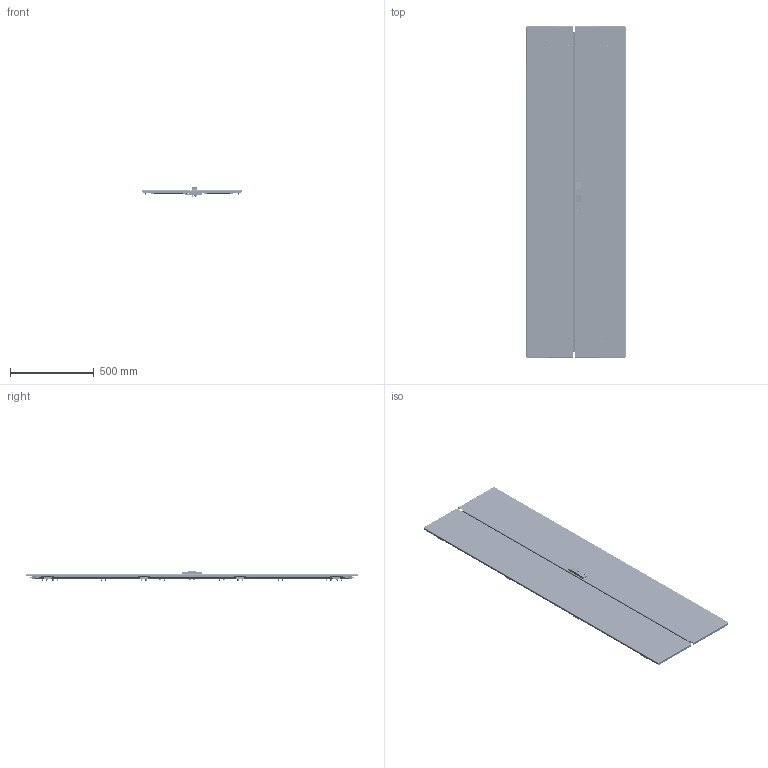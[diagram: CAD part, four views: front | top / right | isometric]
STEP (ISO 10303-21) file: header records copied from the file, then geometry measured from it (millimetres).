
FILE_DESCRIPTION (( 'STEP AP203' ), '1' );
FILE_NAME ('UR24501200604 Êîìïëåêò äââåðü ãëóõàÿ RS52 200.60.STEP', '2020-06-25T10:19:58', ( '' ), ( '' ), 'SwSTEP 2.0', 'SolidWorks 2017', '' );
FILE_SCHEMA (( 'CONFIG_CONTROL_DESIGN' ));
Length unit declared in the file: millimetre
Products named in the file (56): Óïëîòíèòåëü ÏÏÓ äëÿ äâåðè ëåâîé RS52 200.60_00; Óïëîòíèòåëü òèï Å äâåðè ëåâîé RS52; 000.800.061 Ïåòëÿ LC3_‡ ªàëâ®; UR24501200604 Êîìïëåêò äââåðü ãëóõàÿ RS52 200.60; Øïèëüêà çàçåìëåíèÿ CKF CS_Œ6å16; MS896 Çàìîê-íàêëàäêà îñíîâíàÿ äëÿ LC_‡ ªàëâ®; Âèíò ISO 10642 TX_Œ5å16; Øàéáà 6402 Ò_Œ6; 嵑殧趌6402_5; Øïèëüêà ðåçüáîâàÿ Ì6_Œ5å12; 000.800.087 Ïëàíêà çàïîðíàÿ LC3_03 (200.00); 嵑殧趌11371_5; 050-61 鎗鵻罻; 028-132 Òÿãà ïëîñêàÿ_00 (¢¥àå­ïï); Óïëîòíèòåëü òèï Å óïîðà äâåðè RS52; Âèíò DIN 7991_Œ5å16; Çàêëåïêà òÿãîâàÿ ãëóõàÿ_4,8å10_5¬¬; 000.210.612 Îñíîâàíèå äâåðè ïðàâîé RS52 200.60_00; 000.203.324 Äâåðü ïðàâàÿ RS52 200.60_00; 040-172 Ïëàíêà çàïîðíàÿ_00; 050-42 Âòóëêà ñêðûòîé ïåòëè; 000.169.189 Êðîíøòåéí â ñáîðå; 028-135 Ñêîáà; 028-98 Ñêîáà; 054-262 Ïîïåðå÷èíà äâåðè äâóõñòâîð÷àòîé RS52 200.60_00 (60) (ª®à®âª ï); 000.800.123 Ìåõàíèçì çàïîðíûé RS52_‡ ªàëâ®; Øïèëüêà ðåçüáîâàÿ Ì6_Œ6å12; 000.210.613 Îñíîâàíèå äâåðè ëåâîé RS52 200.60_00; Âèíò ISO 10642 TX_Œ5å10; 028-142 ﾒ聰; Ãàéêà øåñòèãðàííàÿ âûñîêàÿ ñàìîñòîïîðÿùàÿñÿ ñ ôëàíöåì ÃÎÑÒ ISO 7043_Œ6; 000.169.197 Óïîð äâåðè íîâûé; Çàêëåïêà ðåçüáîâàÿ óìåíüøåííûé áîðòèê øåñòèãðàííàÿ_Œ5å14; 024-453 砑僔蠂縺; 054-262 Ïîïåðå÷èíà äâåðè äâóõñòâîð÷àòîé RS52 200.60_01 (60) (¤«¨­­ ï); 000.800.086 Ïëàíêà çàïîðíàÿ LC3_03 (200.00); Âèíò DIN 7500 C TORX_Œ5å16; 蹴濋趌5915_M5; 028-149 Ðû÷àã íîâûé; 025-245 Ïëàíêà çàïîðíàÿ LC3_03 (200.00) ...
Assembly tree (282 placements, depth 5):
  UR24501200604 Êîìïëåêò äââåðü ãëóõàÿ RS52 200.60
    000.203.324 Äâåðü ïðàâàÿ RS52 200.60_00
      000.210.612 Îñíîâàíèå äâåðè ïðàâîé RS52 200.60_00
        012-2096 Ïàíåëü äâåðè ïðàâîé RS52 200.60_00
        Øïèëüêà ðåçüáîâàÿ Ì6_Œ5å12  x10
        Øïèëüêà çàçåìëåíèÿ CKF CS_Œ6å16  x2
        Øïèëüêà ðåçüáîâàÿ Ì6_Œ6å12  x6
        050-42 Âòóëêà ñêðûòîé ïåòëè  x4
      MS896 Çàìîê-íàêëàäêà îñíîâíàÿ äëÿ LC_‡ ªàëâ®
      Âèíò ISO 10642 TX_Œ5å10  x2
      040-172 Ïëàíêà çàïîðíàÿ_00
      000.800.086 Ïëàíêà çàïîðíàÿ LC3_03 (200.00)
        025-244 Ïëàíêà çàïîðíàÿ LC3_03 (200.00)
        028-98 Ñêîáà  x2
      000.800.087 Ïëàíêà çàïîðíàÿ LC3_03 (200.00)
        025-245 Ïëàíêà çàïîðíàÿ LC3_03 (200.00)
        028-98 Ñêîáà  x2
      Øàéáà 6402 Ò_Œ6  x6
      Ãàéêà øåñòèãðàííàÿ âûñîêàÿ ñàìîñòîïîðÿùàÿñÿ ñ ôëàíöåì ÃÎÑÒ ISO 7043_Œ6  x6
      Ãàéêà Ýðèêñîíà Ì5 ñ ïëîñêîé ãîëîâêîé  x10
      Óïëîòíèòåëü ÏÏÓ äëÿ äâåðè ïðàâîé RS52 200.60_00
      054-259 栺鍣罻 鳱歑醂04  x2
      029-373 Ñîåäèíèòåëü óãëîâîé ðàìêè äâåðè RS52  x4
      054-262 Ïîïåðå÷èíà äâåðè äâóõñòâîð÷àòîé RS52 200.60_00 (60) (ª®à®âª ï)  x2
      Âèíò DIN 7500 C TORX_Œ5å16  x8
    000.203.325 Äâåðü ëåâàÿ RS52 200.60_00
      000.210.613 Îñíîâàíèå äâåðè ëåâîé RS52 200.60_00
        012-2095 Ïàíåëü äâåðè ëåâîé RS52 200.60_01 (200.100)
        Øïèëüêà ðåçüáîâàÿ Ì6_Œ5å12  x24
        Øïèëüêà çàçåìëåíèÿ CKF CS_Œ6å16  x2
        050-42 Âòóëêà ñêðûòîé ïåòëè  x4
      Ãàéêà Ýðèêñîíà Ì5 ñ ïëîñêîé ãîëîâêîé  x10
      Óïëîòíèòåëü ÏÏÓ äëÿ äâåðè ëåâîé RS52 200.60_00
      028-135 Ñêîáà  x4
      Çàêëåïêà ðåçüáîâàÿ óìåíüøåííûé áîðòèê øåñòèãðàííàÿ_Œ5å14  x8
      Âèíò ISO 10642 TX_Œ5å16  x8
      Óïëîòíèòåëü òèï Å äâåðè ëåâîé RS52  x2
      000.169.189 Êðîíøòåéí â ñáîðå  x6
        026-877 赶鎀鍧
        Øïèëüêà ðåçüáîâàÿ Ì6_Œ6å12
      蹴濋趌5915_M5  x14
      嵑殧趌11371_5  x14
      嵑殧趌6402_5  x14
      000.800.124 Ìåõàíèçì çàïîðíûé äâóõñòâîð÷àòîé äâåðè RS52_00 (200)
        028-142 ﾒ聰  x2
        000.800.123 Ìåõàíèçì çàïîðíûé RS52_‡ ªàëâ®
          028-132 Òÿãà ïëîñêàÿ_00 (¢¥àå­ïï)
          028-132 Òÿãà ïëîñêàÿ_01 (­¨¦­ïï)
          嵑殧趌11371_5  x3
          Çàêëåïêà òÿãîâàÿ ãëóõàÿ_4,8å10_5¬¬  x3
          026-790 Óãîëîê çàïîðíîãî ìåõàíèçìà
          028-149 Ðû÷àã íîâûé
        Çàêëåïêà òÿãîâàÿ ãëóõàÿ_4,8å10_5¬¬  x2
        嵑殧趌11371_5  x2
      Ãàéêà øåñòèãðàííàÿ âûñîêàÿ ñàìîñòîïîðÿùàÿñÿ ñ ôëàíöåì ÃÎÑÒ ISO 7043_Œ6  x6
      Øàéáà 6402 Ò_Œ6  x6
      050-61 鎗鵻罻  x6
      054-259 栺鍣罻 鳱歑醂04  x2
      029-373 Ñîåäèíèòåëü óãëîâîé ðàìêè äâåðè RS52  x4
      054-262 Ïîïåðå÷èíà äâåðè äâóõñòâîð÷àòîé RS52 200.60_01 (60) (¤«¨­­ ï)  x2
Bounding box: 596.8 x 1984 x 55 mm (x, y, z)
Volume: 4403709.9 mm3; surface area: 4460283.3 mm2
Topology: 317 solids, 321 shells, 8786 faces, 21001 edges, 12939 vertices
Faces by surface type: plane 3839, cylinder 3357, cone 956, torus 372, bspline 212, sphere 50
Entity records: 79778 total; most frequent: CARTESIAN_POINT 15049, DIRECTION 11738, ORIENTED_EDGE 10314, EDGE_CURVE 5160, AXIS2_PLACEMENT_3D 4419, VERTEX_POINT 3196, VECTOR 2900, LINE 2900
